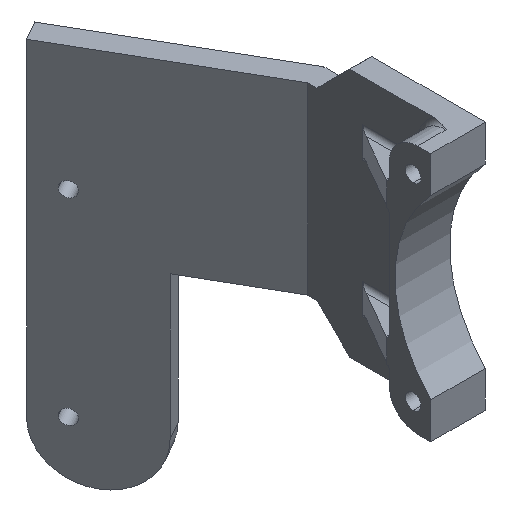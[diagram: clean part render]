
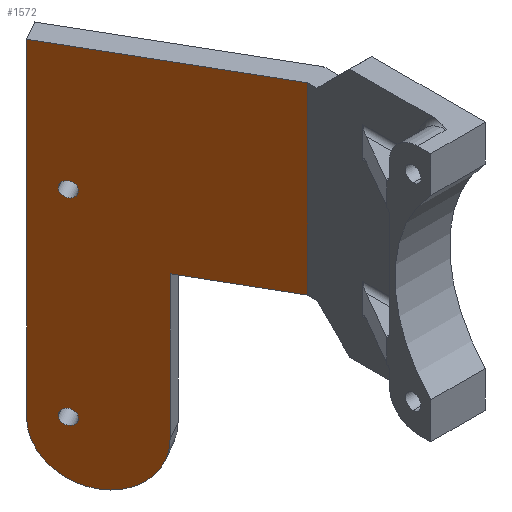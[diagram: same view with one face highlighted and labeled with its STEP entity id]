
A CAD part, isometric view. The second image highlights one B-rep face of the part: STEP entity #1572.
In plain terms, the highlighted planar face has unit normal (-0.866, -0.5, 0).
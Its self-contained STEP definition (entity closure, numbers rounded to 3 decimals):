
#12 = DIRECTION ( 'NONE',  ( 0., 0., 1. ) ) ;
#17 = VERTEX_POINT ( 'NONE', #261 ) ;
#18 = EDGE_CURVE ( 'NONE', #1085, #883, #1259, .T. ) ;
#24 = EDGE_LOOP ( 'NONE', ( #243, #1116 ) ) ;
#29 = LINE ( 'NONE', #1668, #547 ) ;
#33 = VERTEX_POINT ( 'NONE', #1709 ) ;
#40 = CIRCLE ( 'NONE', #106, 1.7 ) ;
#88 = CARTESIAN_POINT ( 'NONE',  ( -28.526, 63.052, -55.961 ) ) ;
#106 = AXIS2_PLACEMENT_3D ( 'NONE', #1473, #385, #1361 ) ;
#119 = DIRECTION ( 'NONE',  ( 0.5, -0.866, 0. ) ) ;
#160 = EDGE_CURVE ( 'NONE', #524, #1223, #1209, .T. ) ;
#163 = VECTOR ( 'NONE', #701, 1000. ) ;
#169 = DIRECTION ( 'NONE',  ( -0.5, 0.866, 0. ) ) ;
#184 = EDGE_CURVE ( 'NONE', #1414, #1486, #229, .T. ) ;
#190 = VERTEX_POINT ( 'NONE', #88 ) ;
#223 = CIRCLE ( 'NONE', #578, 1.7 ) ;
#229 = LINE ( 'NONE', #1333, #862 ) ;
#243 = ORIENTED_EDGE ( 'NONE', *, *, #481, .F. ) ;
#261 = CARTESIAN_POINT ( 'NONE',  ( -5., 22.304, -23.191 ) ) ;
#269 = FACE_OUTER_BOUND ( 'NONE', #1284, .T. ) ;
#273 = EDGE_CURVE ( 'NONE', #17, #1646, #29, .T. ) ;
#284 = CARTESIAN_POINT ( 'NONE',  ( -5., 22.304, 18.809 ) ) ;
#289 = CARTESIAN_POINT ( 'NONE',  ( -28.526, 63.052, 0. ) ) ;
#305 = VECTOR ( 'NONE', #1176, 1000. ) ;
#317 = DIRECTION ( 'NONE',  ( -0.866, -0.5, 0. ) ) ;
#325 = CARTESIAN_POINT ( 'NONE',  ( -12.526, 35.339, -44.793 ) ) ;
#337 = CIRCLE ( 'NONE', #1570, 12. ) ;
#345 = DIRECTION ( 'NONE',  ( -0.5, 0.866, 0. ) ) ;
#351 = EDGE_CURVE ( 'NONE', #883, #1085, #223, .T. ) ;
#385 = DIRECTION ( 'NONE',  ( -0.866, -0.5, 0. ) ) ;
#481 = EDGE_CURVE ( 'NONE', #1223, #524, #40, .T. ) ;
#486 = ORIENTED_EDGE ( 'NONE', *, *, #351, .F. ) ;
#506 = CARTESIAN_POINT ( 'NONE',  ( -25.026, 56.99, -9.591 ) ) ;
#515 = AXIS2_PLACEMENT_3D ( 'NONE', #325, #317, #345 ) ;
#516 = DIRECTION ( 'NONE',  ( 0.5, -0.866, 0. ) ) ;
#524 = VERTEX_POINT ( 'NONE', #545 ) ;
#545 = CARTESIAN_POINT ( 'NONE',  ( -24.176, 55.517, -54.591 ) ) ;
#547 = VECTOR ( 'NONE', #169, 1000. ) ;
#554 = EDGE_LOOP ( 'NONE', ( #486, #694 ) ) ;
#572 = CARTESIAN_POINT ( 'NONE',  ( -22.526, 52.659, -55.961 ) ) ;
#578 = AXIS2_PLACEMENT_3D ( 'NONE', #506, #636, #1591 ) ;
#607 = CARTESIAN_POINT ( 'NONE',  ( -25.026, 56.99, -54.591 ) ) ;
#625 = CARTESIAN_POINT ( 'NONE',  ( -16.526, 42.267, 18.809 ) ) ;
#636 = DIRECTION ( 'NONE',  ( -0.866, -0.5, 0. ) ) ;
#674 = DIRECTION ( 'NONE',  ( -0.866, -0.5, 0. ) ) ;
#694 = ORIENTED_EDGE ( 'NONE', *, *, #18, .F. ) ;
#701 = DIRECTION ( 'NONE',  ( 0., 0., 1. ) ) ;
#712 = CARTESIAN_POINT ( 'NONE',  ( -25.026, 56.99, -9.591 ) ) ;
#736 = CARTESIAN_POINT ( 'NONE',  ( -16.526, 42.267, -23.191 ) ) ;
#762 = ORIENTED_EDGE ( 'NONE', *, *, #273, .F. ) ;
#774 = AXIS2_PLACEMENT_3D ( 'NONE', #607, #1156, #516 ) ;
#787 = DIRECTION ( 'NONE',  ( 0.5, -0.866, 0. ) ) ;
#845 = LINE ( 'NONE', #1003, #1068 ) ;
#862 = VECTOR ( 'NONE', #787, 1000. ) ;
#883 = VERTEX_POINT ( 'NONE', #1494 ) ;
#913 = ORIENTED_EDGE ( 'NONE', *, *, #184, .F. ) ;
#958 = CARTESIAN_POINT ( 'NONE',  ( -25.876, 58.462, -54.591 ) ) ;
#973 = DIRECTION ( 'NONE',  ( 0.866, 0.5, 0. ) ) ;
#1003 = CARTESIAN_POINT ( 'NONE',  ( -5., 22.304, -44.793 ) ) ;
#1049 = PLANE ( 'NONE',  #515 ) ;
#1068 = VECTOR ( 'NONE', #12, 1000. ) ;
#1085 = VERTEX_POINT ( 'NONE', #1316 ) ;
#1101 = LINE ( 'NONE', #289, #163 ) ;
#1116 = ORIENTED_EDGE ( 'NONE', *, *, #160, .F. ) ;
#1135 = FACE_BOUND ( 'NONE', #24, .T. ) ;
#1142 = EDGE_CURVE ( 'NONE', #1646, #33, #1167, .T. ) ;
#1156 = DIRECTION ( 'NONE',  ( -0.866, -0.5, 0. ) ) ;
#1167 = LINE ( 'NONE', #625, #305 ) ;
#1169 = ORIENTED_EDGE ( 'NONE', *, *, #1534, .F. ) ;
#1176 = DIRECTION ( 'NONE',  ( 0., 0., -1. ) ) ;
#1209 = CIRCLE ( 'NONE', #774, 1.7 ) ;
#1223 = VERTEX_POINT ( 'NONE', #958 ) ;
#1251 = CARTESIAN_POINT ( 'NONE',  ( -28.526, 63.052, 18.809 ) ) ;
#1259 = CIRCLE ( 'NONE', #1660, 1.7 ) ;
#1260 = DIRECTION ( 'NONE',  ( 0.5, -0.866, 0. ) ) ;
#1284 = EDGE_LOOP ( 'NONE', ( #1759, #913, #1169, #1692, #1332, #762 ) ) ;
#1316 = CARTESIAN_POINT ( 'NONE',  ( -24.176, 55.517, -9.591 ) ) ;
#1332 = ORIENTED_EDGE ( 'NONE', *, *, #1142, .F. ) ;
#1333 = CARTESIAN_POINT ( 'NONE',  ( -12.526, 35.339, 18.809 ) ) ;
#1361 = DIRECTION ( 'NONE',  ( 0.5, -0.866, 0. ) ) ;
#1414 = VERTEX_POINT ( 'NONE', #1251 ) ;
#1444 = EDGE_CURVE ( 'NONE', #33, #190, #337, .T. ) ;
#1473 = CARTESIAN_POINT ( 'NONE',  ( -25.026, 56.99, -54.591 ) ) ;
#1486 = VERTEX_POINT ( 'NONE', #284 ) ;
#1494 = CARTESIAN_POINT ( 'NONE',  ( -25.876, 58.462, -9.591 ) ) ;
#1520 = EDGE_CURVE ( 'NONE', #17, #1486, #845, .T. ) ;
#1534 = EDGE_CURVE ( 'NONE', #190, #1414, #1101, .T. ) ;
#1570 = AXIS2_PLACEMENT_3D ( 'NONE', #572, #973, #119 ) ;
#1572 = ADVANCED_FACE ( 'NONE', ( #1135, #1773, #269 ), #1049, .T. ) ;
#1591 = DIRECTION ( 'NONE',  ( 0.5, -0.866, 0. ) ) ;
#1646 = VERTEX_POINT ( 'NONE', #736 ) ;
#1660 = AXIS2_PLACEMENT_3D ( 'NONE', #712, #674, #1260 ) ;
#1668 = CARTESIAN_POINT ( 'NONE',  ( -12.526, 35.339, -23.191 ) ) ;
#1692 = ORIENTED_EDGE ( 'NONE', *, *, #1444, .F. ) ;
#1709 = CARTESIAN_POINT ( 'NONE',  ( -16.526, 42.267, -55.961 ) ) ;
#1759 = ORIENTED_EDGE ( 'NONE', *, *, #1520, .T. ) ;
#1773 = FACE_BOUND ( 'NONE', #554, .T. ) ;
